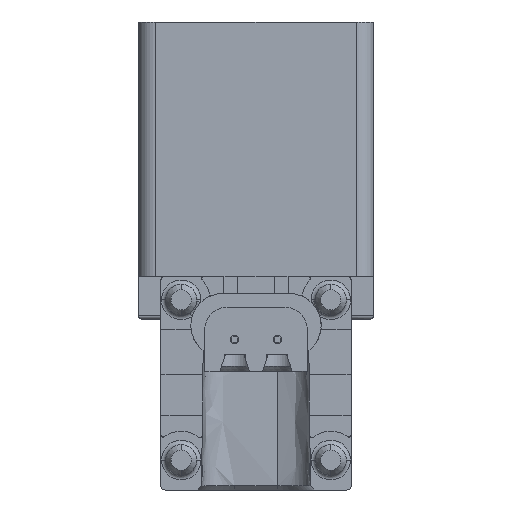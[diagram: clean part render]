
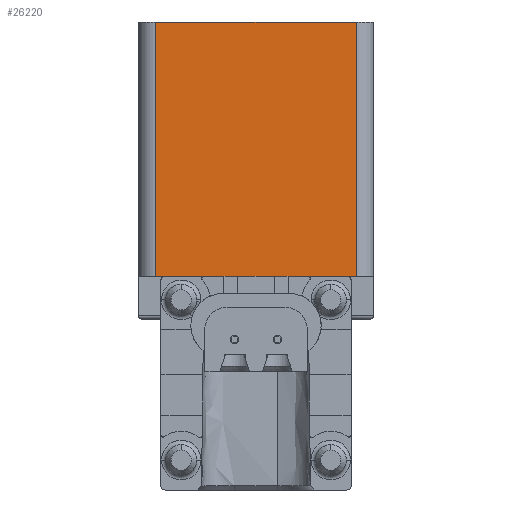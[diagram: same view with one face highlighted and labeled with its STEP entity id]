
A CAD part, front view. The second image highlights one B-rep face of the part: STEP entity #26220.
In plain terms, the highlighted planar face has unit normal (0, -1, 0).
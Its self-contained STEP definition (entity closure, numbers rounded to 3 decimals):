
#374 = LINE ( 'NONE', #13481, #10655 ) ;
#400 = VECTOR ( 'NONE', #15602, 1000. ) ;
#1250 = EDGE_CURVE ( 'NONE', #15021, #15124, #19108, .T. ) ;
#1363 = CARTESIAN_POINT ( 'NONE',  ( 4.7, -4.65, -4.2 ) ) ;
#1621 = CARTESIAN_POINT ( 'NONE',  ( 4.25, -4.65, -4.2 ) ) ;
#1918 = VECTOR ( 'NONE', #11609, 1000. ) ;
#2195 = EDGE_CURVE ( 'NONE', #9219, #15021, #26935, .T. ) ;
#2231 = EDGE_CURVE ( 'NONE', #19060, #9152, #20049, .T. ) ;
#2498 = CARTESIAN_POINT ( 'NONE',  ( 2.45, -4.65, -4.2 ) ) ;
#2672 = CARTESIAN_POINT ( 'NONE',  ( -0.85, -4.65, -4.2 ) ) ;
#3617 = VECTOR ( 'NONE', #20731, 1000. ) ;
#3907 = DIRECTION ( 'NONE',  ( 1., 0., 0. ) ) ;
#4825 = LINE ( 'NONE', #15979, #400 ) ;
#5081 = DIRECTION ( 'NONE',  ( -1., 0., 0. ) ) ;
#5424 = EDGE_CURVE ( 'NONE', #9152, #9219, #21896, .T. ) ;
#6576 = ORIENTED_EDGE ( 'NONE', *, *, #13559, .F. ) ;
#7066 = EDGE_LOOP ( 'NONE', ( #14475, #6576, #7296, #10909, #15673, #17298, #19796, #24464, #21944, #14758 ) ) ;
#7221 = DIRECTION ( 'NONE',  ( 0., 1., 0. ) ) ;
#7296 = ORIENTED_EDGE ( 'NONE', *, *, #14627, .F. ) ;
#8737 = CARTESIAN_POINT ( 'NONE',  ( 0.85, -4.65, -4.2 ) ) ;
#9152 = VERTEX_POINT ( 'NONE', #2498 ) ;
#9219 = VERTEX_POINT ( 'NONE', #24999 ) ;
#10085 = LINE ( 'NONE', #1621, #18347 ) ;
#10339 = DIRECTION ( 'NONE',  ( -1., 0., 0. ) ) ;
#10655 = VECTOR ( 'NONE', #12300, 1000. ) ;
#10909 = ORIENTED_EDGE ( 'NONE', *, *, #24281, .F. ) ;
#11609 = DIRECTION ( 'NONE',  ( 0., 0., -1. ) ) ;
#11914 = CARTESIAN_POINT ( 'NONE',  ( 4.7, -4.65, 7.7 ) ) ;
#12300 = DIRECTION ( 'NONE',  ( 0., 0., -1. ) ) ;
#13481 = CARTESIAN_POINT ( 'NONE',  ( 4.7, -4.65, 7.7 ) ) ;
#13532 = VECTOR ( 'NONE', #24873, 1000. ) ;
#13559 = EDGE_CURVE ( 'NONE', #28243, #27635, #10085, .T. ) ;
#13596 = FACE_OUTER_BOUND ( 'NONE', #7066, .T. ) ;
#13804 = CARTESIAN_POINT ( 'NONE',  ( -2.45, -4.65, -4.2 ) ) ;
#13900 = CARTESIAN_POINT ( 'NONE',  ( 4.25, -4.65, -4.2 ) ) ;
#14123 = AXIS2_PLACEMENT_3D ( 'NONE', #22404, #7221, #5081 ) ;
#14381 = DIRECTION ( 'NONE',  ( -1., 0., 0. ) ) ;
#14398 = DIRECTION ( 'NONE',  ( -1., 0., 0. ) ) ;
#14475 = ORIENTED_EDGE ( 'NONE', *, *, #16781, .T. ) ;
#14627 = EDGE_CURVE ( 'NONE', #28417, #28243, #4825, .T. ) ;
#14758 = ORIENTED_EDGE ( 'NONE', *, *, #18288, .F. ) ;
#14877 = CARTESIAN_POINT ( 'NONE',  ( 4.25, -4.65, -4.2 ) ) ;
#15021 = VERTEX_POINT ( 'NONE', #8737 ) ;
#15124 = VERTEX_POINT ( 'NONE', #2672 ) ;
#15352 = LINE ( 'NONE', #19982, #1918 ) ;
#15590 = LINE ( 'NONE', #21873, #15916 ) ;
#15602 = DIRECTION ( 'NONE',  ( -1., 0., 0. ) ) ;
#15673 = ORIENTED_EDGE ( 'NONE', *, *, #1250, .F. ) ;
#15916 = VECTOR ( 'NONE', #3907, 1000. ) ;
#15979 = CARTESIAN_POINT ( 'NONE',  ( 4.25, -4.65, -4.2 ) ) ;
#16781 = EDGE_CURVE ( 'NONE', #23370, #27635, #15352, .T. ) ;
#17298 = ORIENTED_EDGE ( 'NONE', *, *, #2195, .F. ) ;
#17790 = VECTOR ( 'NONE', #10339, 1000. ) ;
#18288 = EDGE_CURVE ( 'NONE', #23370, #24744, #15590, .T. ) ;
#18347 = VECTOR ( 'NONE', #14398, 1000. ) ;
#19060 = VERTEX_POINT ( 'NONE', #1363 ) ;
#19108 = LINE ( 'NONE', #24685, #3617 ) ;
#19796 = ORIENTED_EDGE ( 'NONE', *, *, #5424, .F. ) ;
#19946 = VECTOR ( 'NONE', #27639, 1000. ) ;
#19982 = CARTESIAN_POINT ( 'NONE',  ( -4.7, -4.65, 7.7 ) ) ;
#20049 = LINE ( 'NONE', #13900, #13532 ) ;
#20731 = DIRECTION ( 'NONE',  ( -1., 0., 0. ) ) ;
#20736 = VECTOR ( 'NONE', #14381, 1000. ) ;
#21406 = CARTESIAN_POINT ( 'NONE',  ( -4.7, -4.65, 7.7 ) ) ;
#21873 = CARTESIAN_POINT ( 'NONE',  ( 4.7, -4.65, 7.7 ) ) ;
#21896 = LINE ( 'NONE', #14877, #17790 ) ;
#21944 = ORIENTED_EDGE ( 'NONE', *, *, #24575, .F. ) ;
#22262 = CARTESIAN_POINT ( 'NONE',  ( 4.25, -4.65, -4.2 ) ) ;
#22404 = CARTESIAN_POINT ( 'NONE',  ( 4.7, -4.65, 7.7 ) ) ;
#22924 = CARTESIAN_POINT ( 'NONE',  ( -1.5, -4.65, -4.2 ) ) ;
#23095 = CARTESIAN_POINT ( 'NONE',  ( 4.25, -4.65, -4.2 ) ) ;
#23370 = VERTEX_POINT ( 'NONE', #21406 ) ;
#24281 = EDGE_CURVE ( 'NONE', #15124, #28417, #27910, .T. ) ;
#24464 = ORIENTED_EDGE ( 'NONE', *, *, #2231, .F. ) ;
#24575 = EDGE_CURVE ( 'NONE', #24744, #19060, #374, .T. ) ;
#24685 = CARTESIAN_POINT ( 'NONE',  ( 4.25, -4.65, -4.2 ) ) ;
#24744 = VERTEX_POINT ( 'NONE', #11914 ) ;
#24815 = PLANE ( 'NONE',  #14123 ) ;
#24873 = DIRECTION ( 'NONE',  ( -1., 0., 0. ) ) ;
#24999 = CARTESIAN_POINT ( 'NONE',  ( 1.5, -4.65, -4.2 ) ) ;
#26220 = ADVANCED_FACE ( 'NONE', ( #13596 ), #24815, .F. ) ;
#26534 = CARTESIAN_POINT ( 'NONE',  ( -4.7, -4.65, -4.2 ) ) ;
#26935 = LINE ( 'NONE', #22262, #20736 ) ;
#27635 = VERTEX_POINT ( 'NONE', #26534 ) ;
#27639 = DIRECTION ( 'NONE',  ( -1., 0., 0. ) ) ;
#27910 = LINE ( 'NONE', #23095, #19946 ) ;
#28243 = VERTEX_POINT ( 'NONE', #13804 ) ;
#28417 = VERTEX_POINT ( 'NONE', #22924 ) ;
